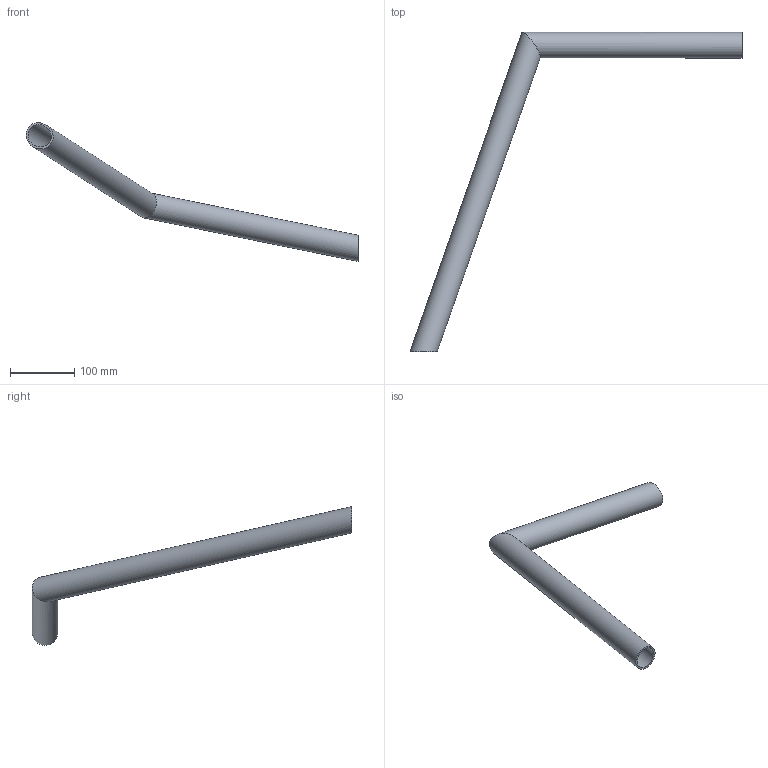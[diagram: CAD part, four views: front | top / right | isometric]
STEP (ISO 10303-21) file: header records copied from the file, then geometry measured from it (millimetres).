
FILE_DESCRIPTION(/* description */ (''),/* implementation_level */ '2;1');
FILE_NAME(/* name */ 'MANIFOLD_SOLID_BREP_738.stp',/* time_stamp */ '2016-06-02T11:47:25+02:00',/* author */ (''),/* organization */ (''),/* preprocessor_version */ 'ST-DEVELOPER v16.5',/* originating_system */ 'Autodesk Translation Framework v5.0.0.3310',/* authorisation */ '');
FILE_SCHEMA (('AUTOMOTIVE_DESIGN { 1 0 10303 214 3 1 1 }'));
Length unit declared in the file: centimetre
Products named in the file (1): MANIFOLD_SOLID_BREP_738
Bounding box: 517.43 x 498 x 216.17 mm (x, y, z)
Volume: 297600.4 mm3; surface area: 199133.9 mm2
Topology: 1 solids, 1 shells, 6 faces, 16 edges, 12 vertices
Faces by surface type: cylinder 4, plane 2
Full cylindrical faces by diameter (mm): 34 x2, 40 x2
Entity records: 172 total; most frequent: DIRECTION 30, CARTESIAN_POINT 23, ORIENTED_EDGE 16, AXIS2_PLACEMENT_3D 15, EDGE_LOOP 12, ELLIPSE 8, VERTEX_POINT 8, EDGE_CURVE 8
